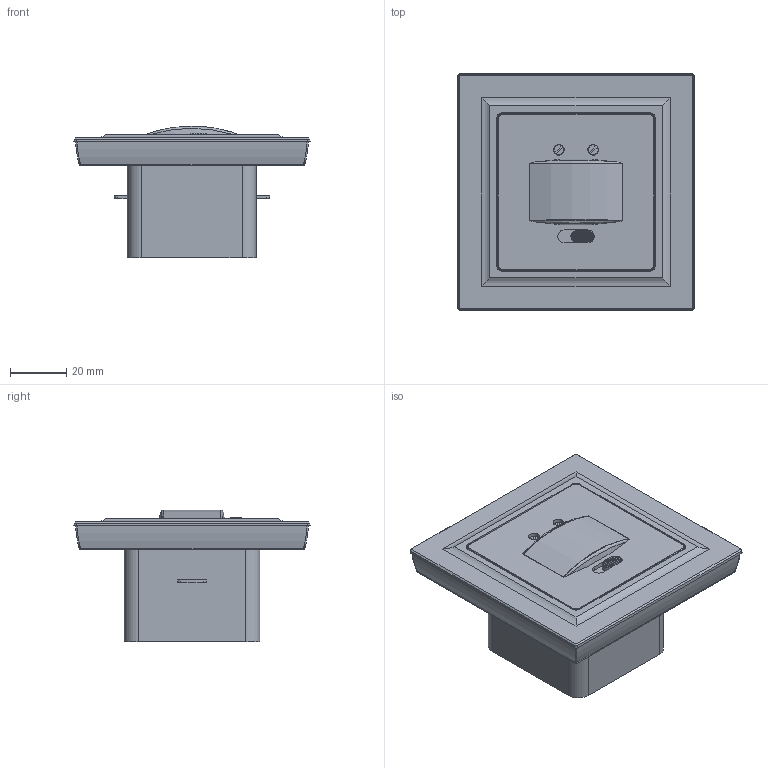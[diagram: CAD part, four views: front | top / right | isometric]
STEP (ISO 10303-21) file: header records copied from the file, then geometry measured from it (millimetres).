
FILE_DESCRIPTION (( 'STEP AP214' ), '1' );
FILE_NAME ('Äàò÷èê äâèæåíèÿ.STEP', '2025-04-02T12:10:20', ( '' ), ( '' ), 'SwSTEP 2.0', 'SolidWorks 2022', '' );
FILE_SCHEMA (( 'AUTOMOTIVE_DESIGN' ));
Length unit declared in the file: millimetre
Products named in the file (1): Датчик движения
Bounding box: 84.1 x 84.1 x 46.92 mm (x, y, z)
Volume: 143015.1 mm3; surface area: 31100.5 mm2
Topology: 1 solids, 7 shells, 609 faces, 1677 edges, 1112 vertices
Faces by surface type: plane 389, cylinder 190, bspline 18, torus 8, cone 4
Entity records: 19769 total; most frequent: CARTESIAN_POINT 4411, ORIENTED_EDGE 3354, DIRECTION 2965, EDGE_CURVE 1677, LINE 1193, VECTOR 1193, VERTEX_POINT 1112, AXIS2_PLACEMENT_3D 886
